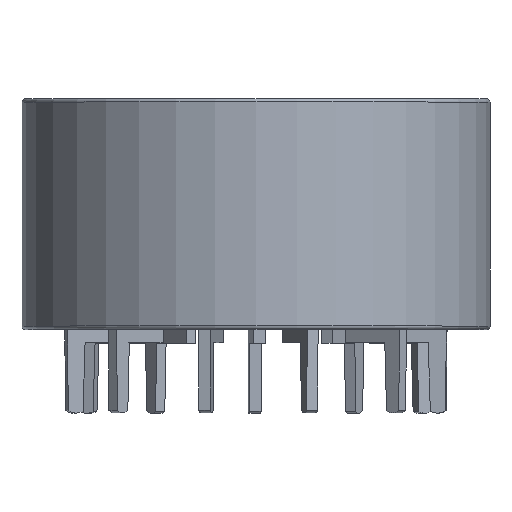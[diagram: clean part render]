
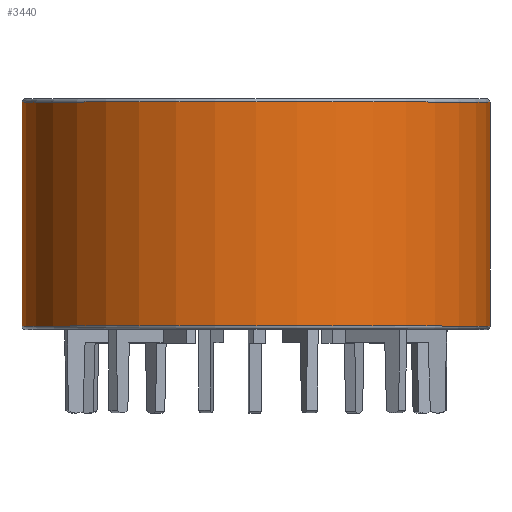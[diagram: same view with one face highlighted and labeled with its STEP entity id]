
A CAD part, top view. The second image highlights one B-rep face of the part: STEP entity #3440.
In plain terms, the highlighted cylindrical face has radius 14 mm (diameter 28 mm), a full revolution.
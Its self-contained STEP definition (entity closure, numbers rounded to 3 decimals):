
#144=CYLINDRICAL_SURFACE('',#3704,14.);
#179=FACE_OUTER_BOUND('',#352,.T.);
#352=EDGE_LOOP('',(#2327,#2328,#2329,#2330,#2331,#2332));
#552=LINE('',#4984,#974);
#974=VECTOR('',#4013,14.);
#1400=CIRCLE('',#3701,14.);
#1401=CIRCLE('',#3702,14.);
#1403=CIRCLE('',#3705,14.);
#1404=CIRCLE('',#3706,14.);
#1480=VERTEX_POINT('',#4974);
#1481=VERTEX_POINT('',#4976);
#1482=VERTEX_POINT('',#4981);
#1483=VERTEX_POINT('',#4982);
#1817=EDGE_CURVE('',#1480,#1481,#1400,.T.);
#1818=EDGE_CURVE('',#1481,#1480,#1401,.T.);
#1820=EDGE_CURVE('',#1482,#1483,#1403,.T.);
#1821=EDGE_CURVE('',#1482,#1481,#552,.T.);
#1822=EDGE_CURVE('',#1483,#1482,#1404,.T.);
#2327=ORIENTED_EDGE('',*,*,#1820,.F.);
#2328=ORIENTED_EDGE('',*,*,#1821,.T.);
#2329=ORIENTED_EDGE('',*,*,#1817,.F.);
#2330=ORIENTED_EDGE('',*,*,#1818,.F.);
#2331=ORIENTED_EDGE('',*,*,#1821,.F.);
#2332=ORIENTED_EDGE('',*,*,#1822,.F.);
#3440=ADVANCED_FACE('',(#179),#144,.T.);
#3701=AXIS2_PLACEMENT_3D('',#4977,#4003,#4004);
#3702=AXIS2_PLACEMENT_3D('',#4978,#4005,#4006);
#3704=AXIS2_PLACEMENT_3D('',#4980,#4009,#4010);
#3705=AXIS2_PLACEMENT_3D('',#4983,#4011,#4012);
#3706=AXIS2_PLACEMENT_3D('',#4985,#4014,#4015);
#4003=DIRECTION('center_axis',(0.,-1.,0.));
#4004=DIRECTION('ref_axis',(1.,0.,0.));
#4005=DIRECTION('center_axis',(0.,-1.,0.));
#4006=DIRECTION('ref_axis',(1.,0.,0.));
#4009=DIRECTION('center_axis',(0.,1.,0.));
#4010=DIRECTION('ref_axis',(1.,0.,0.));
#4011=DIRECTION('center_axis',(0.,1.,0.));
#4012=DIRECTION('ref_axis',(1.,0.,0.));
#4013=DIRECTION('',(0.,-1.,0.));
#4014=DIRECTION('center_axis',(0.,1.,0.));
#4015=DIRECTION('ref_axis',(1.,0.,0.));
#4974=CARTESIAN_POINT('',(0.,0.2,14.));
#4976=CARTESIAN_POINT('',(-14.,0.2,0.));
#4977=CARTESIAN_POINT('Origin',(0.,0.2,0.));
#4978=CARTESIAN_POINT('Origin',(0.,0.2,0.));
#4980=CARTESIAN_POINT('Origin',(0.,0.,0.));
#4981=CARTESIAN_POINT('',(-14.,13.6,0.));
#4982=CARTESIAN_POINT('',(0.,13.6,-14.));
#4983=CARTESIAN_POINT('Origin',(0.,13.6,0.));
#4984=CARTESIAN_POINT('',(-14.,0.,0.));
#4985=CARTESIAN_POINT('Origin',(0.,13.6,0.));
